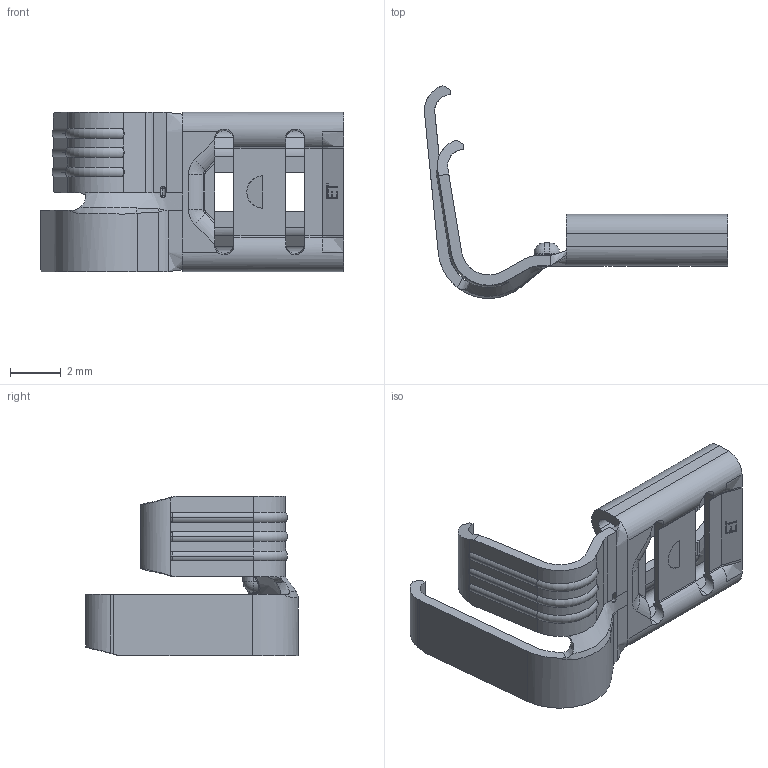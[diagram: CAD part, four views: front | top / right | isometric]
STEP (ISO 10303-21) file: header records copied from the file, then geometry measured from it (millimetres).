
FILE_DESCRIPTION (( 'STEP AP203' ), '1' );
FILE_NAME ('07691.STEP', '2015-02-18T14:50:42', ( '' ), ( '' ), 'SwSTEP 2.0', 'SolidWorks 2014', '' );
FILE_SCHEMA (( 'CONFIG_CONTROL_DESIGN' ));
Length unit declared in the file: inch
Products named in the file (1): 07691
Bounding box: 11.94 x 8.38 x 6.27 mm (x, y, z)
Volume: 56.3 mm3; surface area: 324 mm2
Topology: 1 solids, 1 shells, 294 faces, 814 edges, 513 vertices
Faces by surface type: plane 119, cylinder 90, bspline 46, torus 19, cone 12, sphere 8
Entity records: 10791 total; most frequent: CARTESIAN_POINT 3672, ORIENTED_EDGE 1610, DIRECTION 1292, EDGE_CURVE 805, VERTEX_POINT 513, LINE 446, VECTOR 446, AXIS2_PLACEMENT_3D 423
